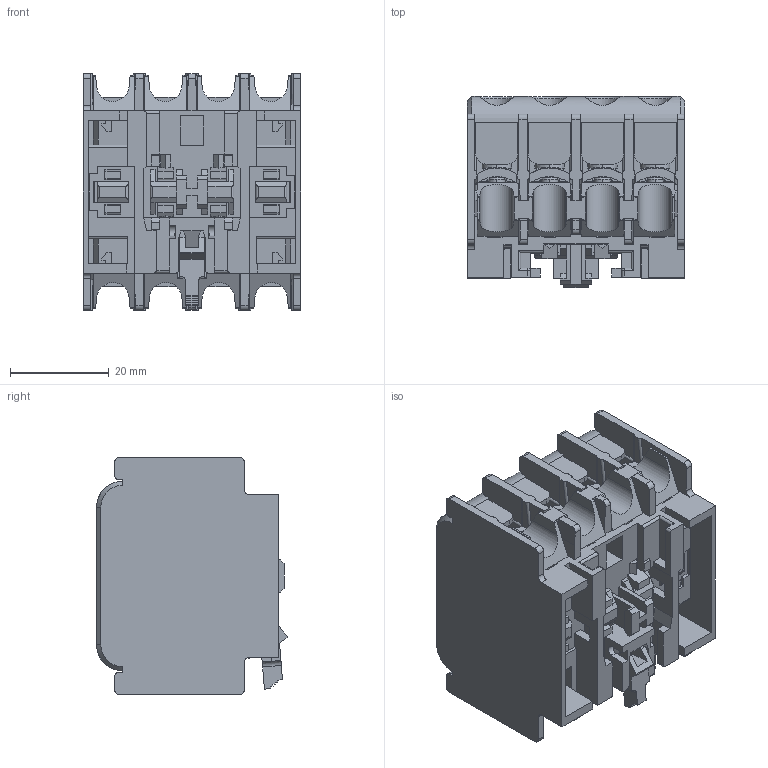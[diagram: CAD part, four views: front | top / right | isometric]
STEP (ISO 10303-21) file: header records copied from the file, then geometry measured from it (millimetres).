
FILE_DESCRIPTION((''),'2;1');
FILE_NAME('2400029100_SW0001','2025-06-30T',('yunfei.yang'),(''),'PRO/ENGINEER BY PARAMETRIC TECHNOLOGY CORPORATION, 2017170','PRO/ENGINEER BY PARAMETRIC TECHNOLOGY CORPORATION, 2017170','');
FILE_SCHEMA(('CONFIG_CONTROL_DESIGN'));
Products named in the file (1): 2400029100_SW0001
Bounding box: 44 x 38.68 x 48 mm (x, y, z)
Volume: 44540.2 mm3; surface area: 33222.9 mm2
Topology: 2 solids, 11 shells, 4011 faces, 11437 edges, 7355 vertices
Faces by surface type: plane 2899, cylinder 793, torus 142, bspline 103, cone 72, sphere 2
Entity records: 145492 total; most frequent: CARTESIAN_POINT 41958, ORIENTED_EDGE 22874, DIRECTION 19924, EDGE_CURVE 11437, VECTOR 8346, LINE 8346, VERTEX_POINT 7355, AXIS2_PLACEMENT_3D 5789
